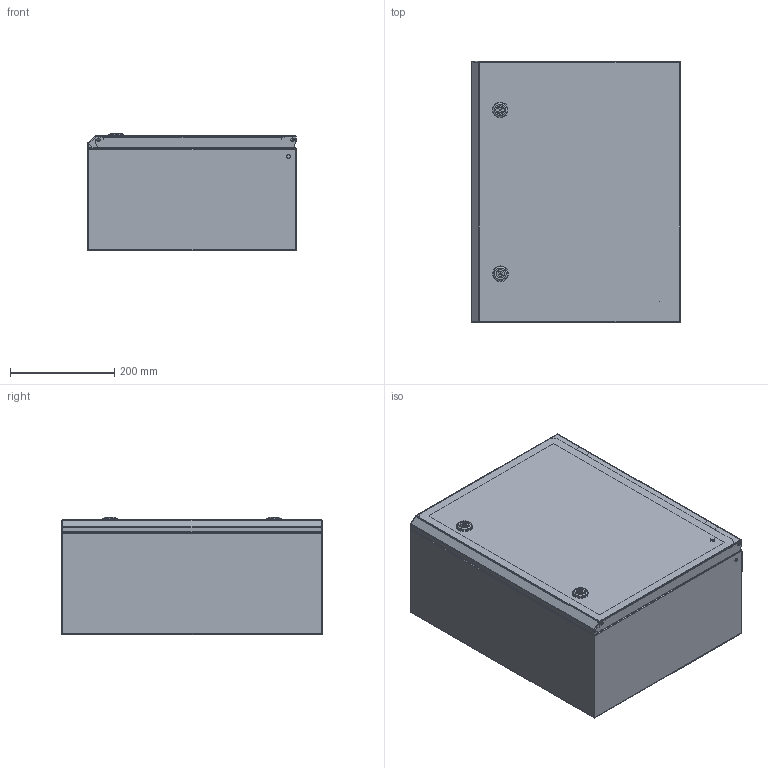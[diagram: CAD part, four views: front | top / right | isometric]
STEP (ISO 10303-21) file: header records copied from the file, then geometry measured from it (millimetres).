
FILE_DESCRIPTION (( 'STEP AP203' ), '1' );
FILE_NAME ('椗眅- 50.40.22 IP65 EKF PROxima.STEP', '2022-12-08T08:02:22', ( '' ), ( '' ), 'SwSTEP 2.0', 'SolidWorks 2021', '' );
FILE_SCHEMA (( 'CONFIG_CONTROL_DESIGN' ));
Length unit declared in the file: millimetre
Products named in the file (18): rivet 02_din1_DIN 660-5x8-St-A-2; ÌÈ-2019.01.01.001 Ñòåíêà çàäíÿÿ; ÌÈ-2019.01.01.000 Ñòåíêà çàäíÿÿ â ñáîðå ; ÌÈ-452.00.00.001 Ïàíåëü ìîíòàæíàÿ; ﾄ粢 ﾌﾈ-452.02.00.001; ÌÈ-2019.01.00.001 Ñòåíêà âåðõíÿÿ_¡¥§ ä« ­æ  ; Îñü ïåòëè 4õ52_‚¨­â A.M4x0,5x40 ƒŽ‘’ 11644-75; ÌÈ-2019.01.00.001 Ñòåíêà âåðõíÿÿ; Íàâåñêà íà êîðïóñ ïîä êëåïêó; Çàìîê áîëüøîé; Øïèëüêà Ì6õ12; ��-2019.01.00.000 ������ � �����_��� 䫠�� ; ÓÊ íà äâåðü 452; Øïèëüêà ïðèâàðíàÿ Ì6õ20 DIN 13918; Äâåðü â ñáîðå ÌÈ-452.02.00.000 ÑÁ; 椗眅- 50.40.22 IP65 EKF PROxima; Ïåòëÿ íà äâåðü ï-îáðàçíàÿ; hex flange nut_din1_Hexagon Flange Nut DIN 6923 - M6 - N
Assembly tree (33 placements, depth 4):
  椗眅- 50.40.22 IP65 EKF PROxima
    ��-2019.01.00.000 ������ � �����_��� 䫠�� 
      ÌÈ-2019.01.01.000 Ñòåíêà çàäíÿÿ â ñáîðå 
        ÌÈ-2019.01.01.001 Ñòåíêà çàäíÿÿ
        Øïèëüêà Ì6õ12
        Øïèëüêà ïðèâàðíàÿ Ì6õ20 DIN 13918  x4
      ÌÈ-2019.01.00.001 Ñòåíêà âåðõíÿÿ
      ÌÈ-2019.01.00.001 Ñòåíêà âåðõíÿÿ_¡¥§ ä« ­æ  
    Äâåðü â ñáîðå ÌÈ-452.02.00.000 ÑÁ
      ﾄ粢 ﾌﾈ-452.02.00.001
      Çàìîê áîëüøîé  x2
      ÓÊ íà äâåðü 452
      Ïåòëÿ íà äâåðü ï-îáðàçíàÿ  x2
      Øïèëüêà Ì6õ12
    ÌÈ-452.00.00.001 Ïàíåëü ìîíòàæíàÿ
    Íàâåñêà íà êîðïóñ ïîä êëåïêó  x2
    rivet 02_din1_DIN 660-5x8-St-A-2  x4
    Îñü ïåòëè 4õ52_‚¨­â A.M4x0,5x40 ƒŽ‘’ 11644-75  x2
    hex flange nut_din1_Hexagon Flange Nut DIN 6923 - M6 - N  x6
Bounding box: 400 x 500 x 225.54 mm (x, y, z)
Volume: 1312264.3 mm3; surface area: 2128398.8 mm2
Topology: 30 solids, 40 shells, 1073 faces, 2414 edges, 1450 vertices
Faces by surface type: plane 549, cylinder 330, cone 88, bspline 66, torus 40
Entity records: 21718 total; most frequent: CARTESIAN_POINT 4958, DIRECTION 3026, ORIENTED_EDGE 2902, EDGE_CURVE 1451, AXIS2_PLACEMENT_3D 1054, VECTOR 918, LINE 918, VERTEX_POINT 869
